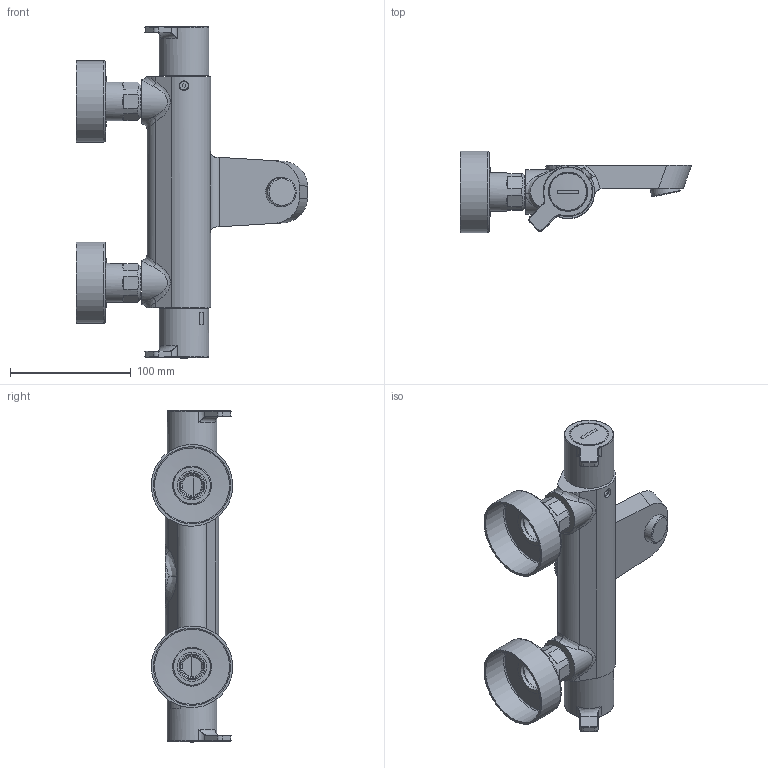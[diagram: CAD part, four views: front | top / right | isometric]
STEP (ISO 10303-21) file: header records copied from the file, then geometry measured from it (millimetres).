
FILE_DESCRIPTION (( 'STEP AP203' ), '1' );
FILE_NAME ('94CP11352.STEP', '2024-12-11T11:44:32', ( '' ), ( '' ), 'SwSTEP 2.0', 'SolidWorks 2021', '' );
FILE_SCHEMA (( 'CONFIG_CONTROL_DESIGN' ));
Length unit declared in the file: millimetre
Products named in the file (1): 94CP11352
Bounding box: 191.21 x 67.31 x 274.55 mm (x, y, z)
Volume: 273448.7 mm3; surface area: 169337 mm2
Topology: 12 solids, 12 shells, 1008 faces, 2518 edges, 1563 vertices
Faces by surface type: plane 384, cylinder 269, bspline 253, cone 58, torus 38, sphere 6
Full cylindrical faces by diameter (mm): 3.1 x2, 3.3 x1, 4.15 x1, 4.5 x3, 4.65 x1, 5.8 x8, 6 x1, 7.5 x1, 7.8 x1, 10 x1, 10.1 x1, 12.45 x1, 12.5 x2, 15 x1, 16 x1, 16.4 x2, 18 x1, 19.5 x2, 21.25 x2, 21.3 x1, 22.5 x3, 23 x1, 24 x1, 24.088 x2, 24.2 x1, 24.5 x3, 25.6 x2, 28 x1, 28.6 x2, 29 x2
Entity records: 56301 total; most frequent: CARTESIAN_POINT 36353, ORIENTED_EDGE 4620, DIRECTION 3114, EDGE_CURVE 2310, VERTEX_POINT 1495, EDGE_LOOP 1189, AXIS2_PLACEMENT_3D 1162, FACE_OUTER_BOUND 1076
